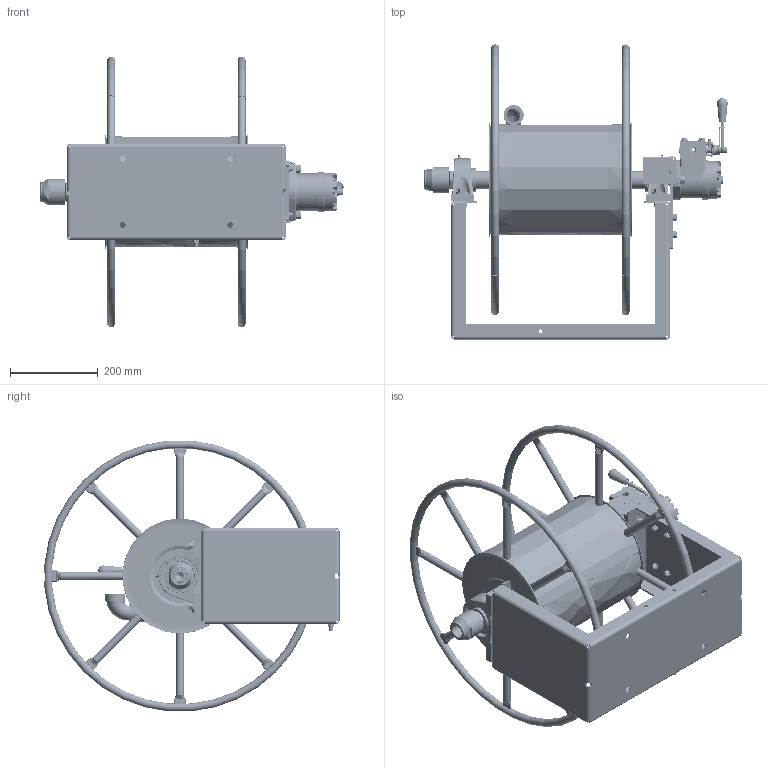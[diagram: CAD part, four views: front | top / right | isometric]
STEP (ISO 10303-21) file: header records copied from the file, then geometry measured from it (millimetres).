
FILE_DESCRIPTION((''),'2;1');
FILE_NAME('380_050_O_ASM','2015-11-02T',('CAD02'),('CDM'),'PRO/ENGINEER BY PARAMETRIC TECHNOLOGY CORPORATION, 2014200','PRO/ENGINEER BY PARAMETRIC TECHNOLOGY CORPORATION, 2014200','');
FILE_SCHEMA(('CONFIG_CONTROL_DESIGN'));
Products named in the file (49): 1_76_00_121; 1_76_00_121_02_ASM; 1_00_00_173; CEN-041; MAN-01011; 1_00_00_174_ASM; 1_62_00_103; 1_26_20_18_AF0; 1_26_55_01_AF0; 1_26_60_01; 1_26_50_01_AF0_ASM; 1_26_50_56_ASM; 1_64_10_94_ASM; 1_64_10_94_02_ASM; SUPP-01208; ROND-021030; VITE-021040; ROND-0110; DADO-0910; ROND-0410; ROND-0408; VITE-020820; DADO-0308; 964_015_V_ASM; GOM-021; 2-2_58_20_08; 1-2_58_20_08; 2_58_20_08_AF0_ASM; ROND-0108; VITE-020825; DADO-0908; 1_68_20_41; 1_68_20_41_02_ASM; 1-2_48_10_03; 2-2_48_10_03; 3-2_48_10_03; 4-2_48_10_03; 2_48_10_03_ASM; VITE-021035; 2_48_10_02 ...
Assembly tree (110 placements, depth 7):
  380_050_O_ASM
    964_015_V_ASM
      1_76_00_121_02_ASM
        1_76_00_121
      1_64_10_94_02_ASM
        1_64_10_94_ASM
          1_00_00_174_ASM
            1_00_00_173
            CEN-041
            MAN-01011
          1_62_00_103
          1_26_50_56_ASM  x2
            1_26_50_01_AF0_ASM
              1_26_20_18_AF0
              1_26_55_01_AF0
              1_26_60_01  x8
      SUPP-01208  x2
      ROND-021030  x8
      VITE-021040  x4
      ROND-0110  x3
      DADO-0910  x4
      ROND-0410
      ROND-0408
      VITE-020820
      DADO-0308
    GOM-021
    2_58_20_08_AF0_ASM
      2-2_58_20_08
      1-2_58_20_08
    ROND-0108  x8
    VITE-020825  x4
    DADO-0908  x4
    948_006_O_ASM
      948_007_O_ASM
        1_68_20_41_02_ASM
          1_68_20_41
        2_48_10_03_ASM
          1-2_48_10_03
          2-2_48_10_03
          3-2_48_10_03  x7
          4-2_48_10_03  x7
        ROND-0110  x2
        VITE-021035  x2
        DADO-0910  x2
        948_022_O_ASM
          2_48_10_02
          1_46_00_07
        ROND-0108  x4
        VITE-020850  x4
      1_08_00_48_02_ASM
        1_08_00_48
      VITE-074213  x2
Bounding box: 691.75 x 673.11 x 617.85 mm (x, y, z)
Volume: 5158406.8 mm3; surface area: 2765416.8 mm2
Topology: 121 solids, 184 shells, 5102 faces, 13610 edges, 8860 vertices
Faces by surface type: cylinder 2611, plane 1197, cone 607, bspline 388, torus 163, extrusion 130, sphere 6
Entity records: 168134 total; most frequent: CARTESIAN_POINT 58722, ORIENTED_EDGE 18020, DIRECTION 12047, PRESENTATION_STYLE_ASSIGNMENT 9820, STYLED_ITEM 9650, EDGE_CURVE 9082, CURVE_STYLE 9018, VERTEX_POINT 5923
